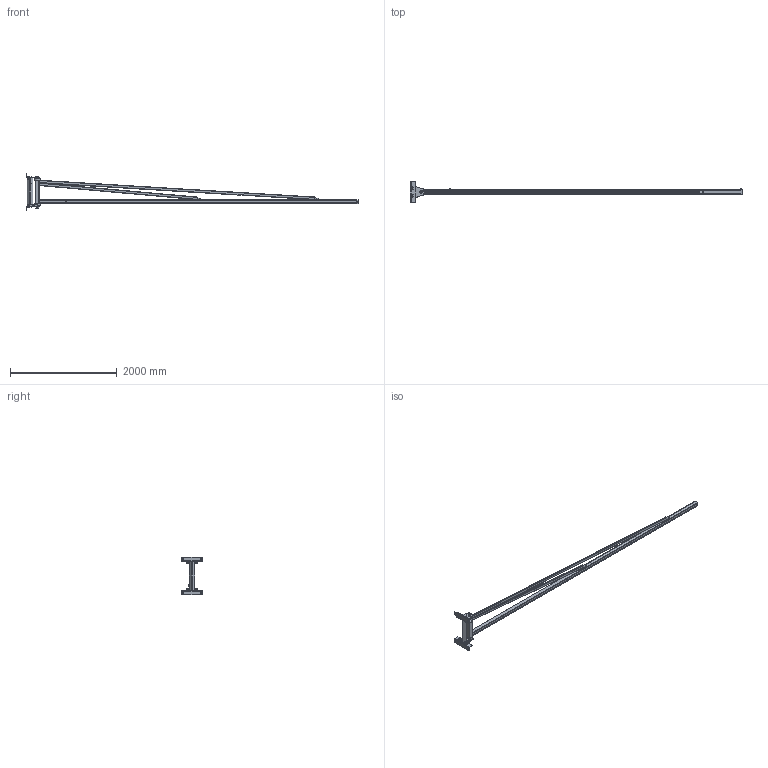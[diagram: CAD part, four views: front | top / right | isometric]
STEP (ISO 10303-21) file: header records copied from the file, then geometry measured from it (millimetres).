
FILE_DESCRIPTION(('STEP AP214'),'1');
FILE_NAME('PMH Väggsvängkran Oden 125-6.stp','2013-08-16T08:10:26',(' '),(' '),'Spatial InterOp 3D',' ',' ');
FILE_SCHEMA(('automotive_design'));
Length unit declared in the file: millimetre
Products named in the file (64): O0125-6; Lagerbox IV; KKR; Profil 6; Kil III; Kil sida III; Kil Ovansida III; _ndstopp Profil 6; Hydraulrör, L=70; Polyfjäder 32s/12; Bultf_rband M10x100; M6S M10x100; DIN_985 M10; PMH Vaggsvangkran Oden 125-6; V_ggf_ste IV; Fästöra IV; KKR 80, L=525; Bolt Assembly; M6S M20x50; DIN_985 M20; Bultf_rband M20x50; Vinkelstång IV Typ 1; Axel III _ IV; Axelkant III / IV; Axel III / IV; Distansbricka III / IV; Hylsa III / IV; Bultf_rband M8x65; DIN_985 M8; M6S M8x65; Broms V_ggf_ste IV (250); Bromsback IV Typ 1; Bromsback IV Typ 2; Broms 250 Bolt Assembly; Polyfjäder 25s/10 (hårdhet 90), L=20; Bricka Ø26/11, T=5; M6M M10; Gängstång M10x160
Assembly tree (67 placements, depth 5):
  PMH Vaggsvangkran Oden 125-6
    O0125-6
      Lagerbox IV
      Lagerbox IV
      KKR
      Profil 6
      Kil III
        Kil sida III
        Kil sida III
        Kil Ovansida III
      Kil III
        Kil sida III
        Kil sida III
        Kil Ovansida III
      _ndstopp Profil 6
        Hydraulrör, L=70
        Polyfjäder 32s/12
        Bultf_rband M10x100
          M6S M10x100
          DIN_985 M10
      Bultf_rband M10x100
        M6S M10x100
        DIN_985 M10
      KKR
      KKR
    V_ggf_ste IV
      V_ggf_ste IV
        Fästöra IV
        Fästöra IV
        KKR 80, L=525
      Bultf_rband M20x50
        Bolt Assembly  x4
          M6S M20x50
          DIN_985 M20
        Bolt Assembly
          M6S M20x50
          DIN_985 M20
        Bolt Assembly
          M6S M20x50
          DIN_985 M20
        Bolt Assembly
          M6S M20x50
          DIN_985 M20
        Bolt Assembly
          M6S M20x50
          DIN_985 M20
      Vinkelstång IV Typ 1
      Vinkelstång IV Typ 1
      Axel III _ IV
        Axelkant III / IV
        Axel III / IV
        Distansbricka III / IV
        Hylsa III / IV
        Bultf_rband M8x65
          DIN_985 M8
          M6S M8x65
      Broms V_ggf_ste IV (250)
        Bromsback IV Typ 1
        Bromsback IV Typ 2
        Broms 250 Bolt Assembly
Bounding box: 6210 x 390 x 699 mm (x, y, z)
Volume: 24598260.4 mm3; surface area: 5629526.2 mm2
Topology: 52 solids, 52 shells, 753 faces, 1633 edges, 1006 vertices
Faces by surface type: plane 361, cone 247, cylinder 145
Full cylindrical faces by diameter (mm): 4.5 x1, 7.28 x1, 8 x2, 9 x3, 9.1 x2, 10 x9, 11 x6, 12 x1, 13 x1, 15 x1, 17 x4, 18.2 x8, 20 x16, 21 x16, 25 x5, 26 x1, 30 x8, 32 x1, 35 x3, 35.5 x2, 36 x1, 50 x3, 112 x2
Entity records: 22399 total; most frequent: CARTESIAN_POINT 3724, DIRECTION 2698, ORIENTED_EDGE 2412, EDGE_CURVE 1206, AXIS2_PLACEMENT_3D 1118, EDGE_LOOP 826, VERTEX_POINT 812, FACE_OUTER_BOUND 690
